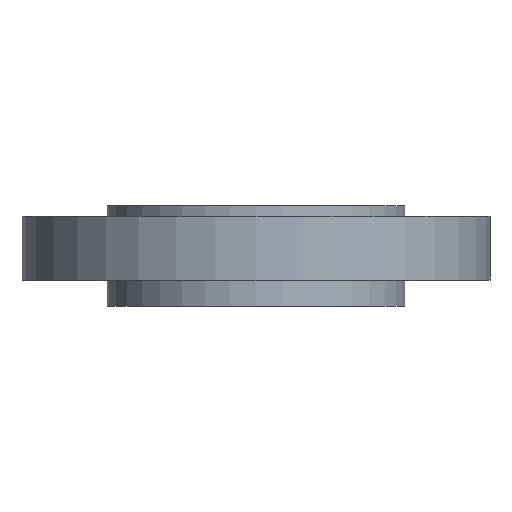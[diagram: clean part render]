
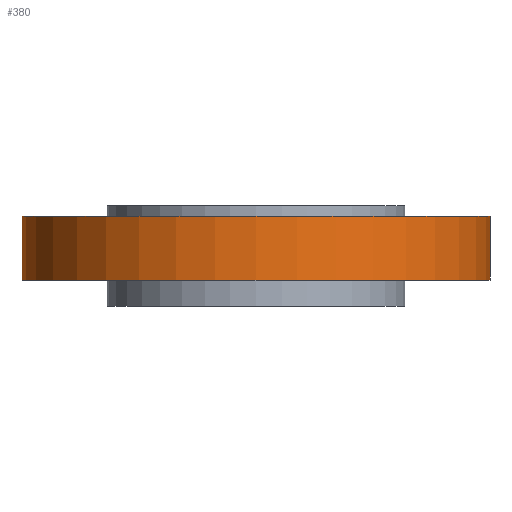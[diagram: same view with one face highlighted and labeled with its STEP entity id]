
A CAD part, front view. The second image highlights one B-rep face of the part: STEP entity #380.
In plain terms, the highlighted cylindrical face has radius 139.7 mm (diameter 279.4 mm), a partial arc.
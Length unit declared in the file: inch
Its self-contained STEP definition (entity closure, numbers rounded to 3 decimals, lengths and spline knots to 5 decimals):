
#42 = DIRECTION ( 'NONE',  ( 0., 0., 1. ) ) ;
#120 = VERTEX_POINT ( 'NONE', #401 ) ;
#127 = CIRCLE ( 'NONE', #831, 5.5 ) ;
#150 = EDGE_LOOP ( 'NONE', ( #780, #346, #765, #576 ) ) ;
#160 = CYLINDRICAL_SURFACE ( 'NONE', #267, 5.5 ) ;
#177 = EDGE_CURVE ( 'NONE', #120, #581, #691, .T. ) ;
#181 = AXIS2_PLACEMENT_3D ( 'NONE', #264, #339, #563 ) ;
#219 = LINE ( 'NONE', #489, #332 ) ;
#221 = VERTEX_POINT ( 'NONE', #876 ) ;
#264 = CARTESIAN_POINT ( 'NONE',  ( 0., 0., -1.75 ) ) ;
#267 = AXIS2_PLACEMENT_3D ( 'NONE', #836, #675, #593 ) ;
#332 = VECTOR ( 'NONE', #42, 39.37008 ) ;
#339 = DIRECTION ( 'NONE',  ( 0., 0., -1. ) ) ;
#346 = ORIENTED_EDGE ( 'NONE', *, *, #543, .F. ) ;
#380 = ADVANCED_FACE ( 'NONE', ( #659 ), #160, .T. ) ;
#401 = CARTESIAN_POINT ( 'NONE',  ( -5.5, 0., -1.75 ) ) ;
#410 = EDGE_CURVE ( 'NONE', #581, #792, #127, .T. ) ;
#478 = CARTESIAN_POINT ( 'NONE',  ( -5.5, 0., -17.30635 ) ) ;
#481 = EDGE_CURVE ( 'NONE', #221, #792, #219, .T. ) ;
#489 = CARTESIAN_POINT ( 'NONE',  ( 5.5, 0., -17.30635 ) ) ;
#499 = CARTESIAN_POINT ( 'NONE',  ( -5.5, 0., -0.25 ) ) ;
#516 = CARTESIAN_POINT ( 'NONE',  ( 0., 0., -0.25 ) ) ;
#537 = VECTOR ( 'NONE', #926, 39.37008 ) ;
#543 = EDGE_CURVE ( 'NONE', #221, #120, #600, .T. ) ;
#546 = CARTESIAN_POINT ( 'NONE',  ( 5.5, 0., -0.25 ) ) ;
#563 = DIRECTION ( 'NONE',  ( 1., 0., 0. ) ) ;
#576 = ORIENTED_EDGE ( 'NONE', *, *, #410, .F. ) ;
#581 = VERTEX_POINT ( 'NONE', #499 ) ;
#593 = DIRECTION ( 'NONE',  ( 1., 0., 0. ) ) ;
#600 = CIRCLE ( 'NONE', #181, 5.5 ) ;
#659 = FACE_OUTER_BOUND ( 'NONE', #150, .T. ) ;
#675 = DIRECTION ( 'NONE',  ( 0., 0., 1. ) ) ;
#691 = LINE ( 'NONE', #478, #537 ) ;
#756 = DIRECTION ( 'NONE',  ( 1., 0., 0. ) ) ;
#765 = ORIENTED_EDGE ( 'NONE', *, *, #481, .T. ) ;
#780 = ORIENTED_EDGE ( 'NONE', *, *, #177, .F. ) ;
#792 = VERTEX_POINT ( 'NONE', #546 ) ;
#831 = AXIS2_PLACEMENT_3D ( 'NONE', #516, #909, #756 ) ;
#836 = CARTESIAN_POINT ( 'NONE',  ( 0., 0., -17.30635 ) ) ;
#876 = CARTESIAN_POINT ( 'NONE',  ( 5.5, 0., -1.75 ) ) ;
#909 = DIRECTION ( 'NONE',  ( 0., 0., 1. ) ) ;
#926 = DIRECTION ( 'NONE',  ( 0., 0., 1. ) ) ;
